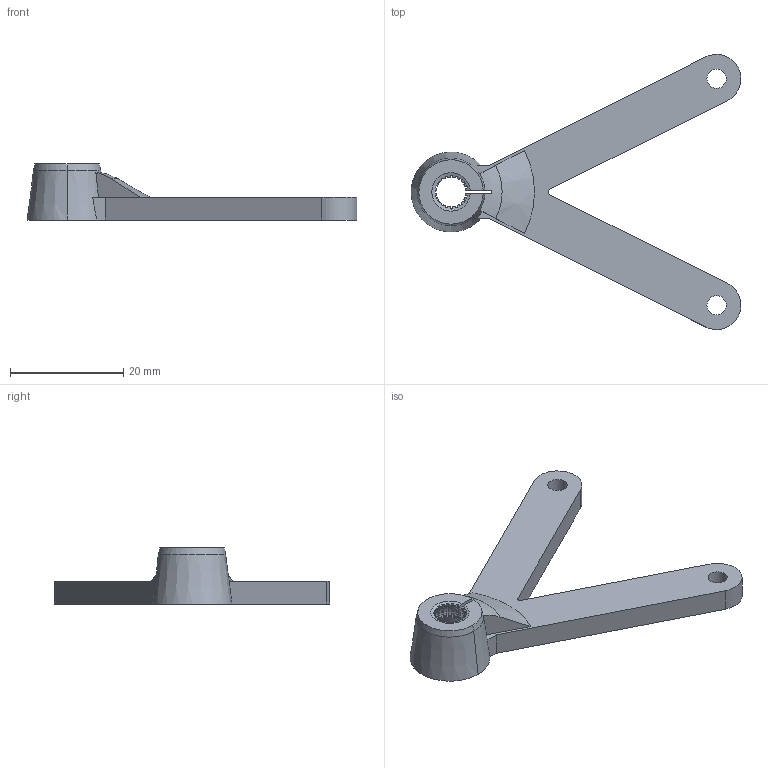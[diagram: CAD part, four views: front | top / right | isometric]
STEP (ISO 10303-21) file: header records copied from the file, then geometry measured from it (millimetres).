
FILE_DESCRIPTION(('FreeCAD Model'),'2;1');
FILE_NAME('Open CASCADE Shape Model','2023-05-22T09:43:07',(''),(''), 'Open CASCADE STEP processor 7.6','FreeCAD','Unknown');
FILE_SCHEMA(('AUTOMOTIVE_DESIGN { 1 0 10303 214 1 1 1 1 }'));
Length unit declared in the file: millimetre
Products named in the file (1): fixed_lower arm
Bounding box: 58.25 x 48.58 x 9.91 mm (x, y, z)
Volume: 3972.4 mm3; surface area: 3226.6 mm2
Topology: 1 solids, 1 shells, 151 faces, 468 edges, 317 vertices
Faces by surface type: cylinder 65, plane 54, revolution 21, cone 9, sphere 2
Full cylindrical faces by diameter (mm): 3.4 x2
Entity records: 18146 total; most frequent: CARTESIAN_POINT 9427, DIRECTION 1519, ORIENTED_EDGE 936, PCURVE 936, DEFINITIONAL_REPRESENTATION 936, LINE 599, VECTOR 599, EDGE_CURVE 468
